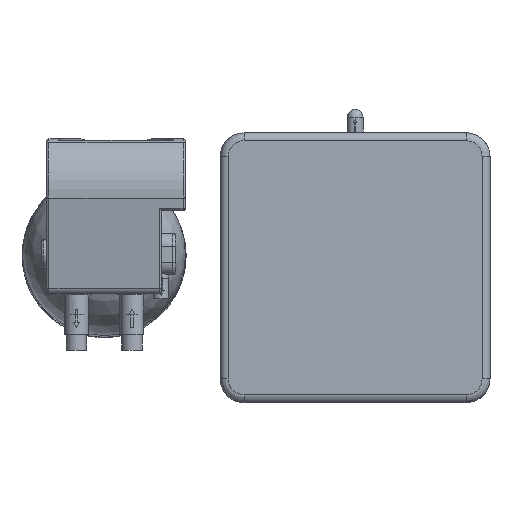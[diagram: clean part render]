
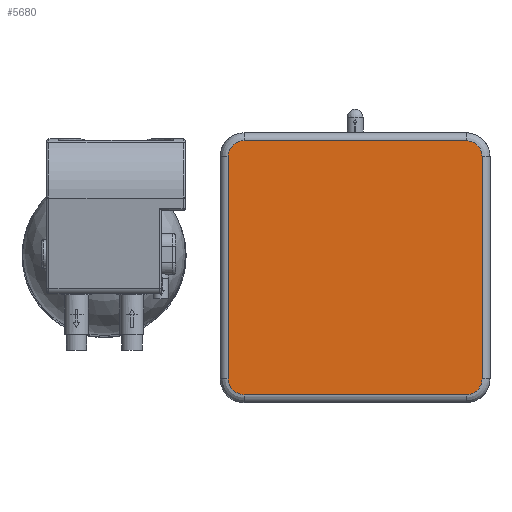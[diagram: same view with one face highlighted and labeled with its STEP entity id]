
A CAD part, top view. The second image highlights one B-rep face of the part: STEP entity #5680.
In plain terms, the highlighted planar face has unit normal (0, 0, 1).
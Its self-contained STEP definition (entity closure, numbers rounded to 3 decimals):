
#5680=ADVANCED_FACE('',(#10459),#10461,.T.);
#10459=FACE_BOUND('',#10460,.T.);
#10460=EDGE_LOOP('',(#14088,#14089,#14090,#14091,#14092,#14093,#14094,#14095));
#10461=PLANE('',#10462);
#10462=AXIS2_PLACEMENT_3D('',#10463,#10464,#10465);
#10463=CARTESIAN_POINT('',(0.,0.,70.));
#10464=DIRECTION('',(0.,0.,1.));
#10465=DIRECTION('',(1.,0.,0.));
#14088=ORIENTED_EDGE('',*,*,#15811,.T.);
#14089=ORIENTED_EDGE('',*,*,#15812,.T.);
#14090=ORIENTED_EDGE('',*,*,#15792,.T.);
#14091=ORIENTED_EDGE('',*,*,#15810,.T.);
#14092=ORIENTED_EDGE('',*,*,#15813,.T.);
#14093=ORIENTED_EDGE('',*,*,#15814,.T.);
#14094=ORIENTED_EDGE('',*,*,#15815,.T.);
#14095=ORIENTED_EDGE('',*,*,#15816,.T.);
#15792=EDGE_CURVE('',#18553,#18551,#18554,.T.);
#15810=EDGE_CURVE('',#18551,#18579,#18581,.T.);
#15811=EDGE_CURVE('',#18582,#18583,#18584,.T.);
#15812=EDGE_CURVE('',#18583,#18553,#18585,.T.);
#15813=EDGE_CURVE('',#18579,#18586,#18587,.T.);
#15814=EDGE_CURVE('',#18586,#18588,#18589,.T.);
#15815=EDGE_CURVE('',#18588,#18590,#18591,.T.);
#15816=EDGE_CURVE('',#18590,#18582,#18592,.T.);
#18551=VERTEX_POINT('',#32021);
#18553=VERTEX_POINT('',#32026);
#18554=LINE('',#32027,#32028);
#18579=VERTEX_POINT('',#32091);
#18581=B_SPLINE_CURVE_WITH_KNOTS('',3,
(#32096,#32097,#32098,#32099,#32100,#32101,#32102,#32103,#32104,#32105,#32106,#32107,
#32108,#32109,#32110,#32111,#32112),
.UNSPECIFIED.,.F.,.F.,
(4,1,1,1,1,1,1,1,1,1,1,1,1,1,4),
(0.,0.087,0.164,0.232,0.302,0.374,
0.445,0.516,0.588,0.659,0.73,
0.802,0.872,0.938,1.),
.UNSPECIFIED.);
#18582=VERTEX_POINT('',#32113);
#18583=VERTEX_POINT('',#32114);
#18584=LINE('',#32115,#32116);
#18585=B_SPLINE_CURVE_WITH_KNOTS('',3,
(#32118,#32119,#32120,#32121,#32122,#32123,#32124,#32125,#32126,#32127,#32128,#32129,
#32130,#32131,#32132,#32133,#32134),
.UNSPECIFIED.,.F.,.F.,
(4,1,1,1,1,1,1,1,1,1,1,1,1,1,4),
(0.,0.087,0.164,0.232,0.302,0.374,
0.445,0.516,0.588,0.659,0.73,
0.802,0.872,0.938,1.),
.UNSPECIFIED.);
#18586=VERTEX_POINT('',#32135);
#18587=LINE('',#32136,#32137);
#18588=VERTEX_POINT('',#32139);
#18589=B_SPLINE_CURVE_WITH_KNOTS('',3,
(#32140,#32141,#32142,#32143,#32144,#32145,#32146,#32147,#32148,#32149,#32150,#32151,
#32152,#32153,#32154,#32155,#32156),
.UNSPECIFIED.,.F.,.F.,
(4,1,1,1,1,1,1,1,1,1,1,1,1,1,4),
(0.,0.087,0.164,0.232,0.302,0.374,
0.445,0.516,0.588,0.659,0.73,
0.802,0.872,0.938,1.),
.UNSPECIFIED.);
#18590=VERTEX_POINT('',#32157);
#18591=LINE('',#32158,#32159);
#18592=B_SPLINE_CURVE_WITH_KNOTS('',3,
(#32161,#32162,#32163,#32164,#32165,#32166,#32167,#32168,#32169,#32170,#32171,#32172,
#32173,#32174,#32175,#32176,#32177),
.UNSPECIFIED.,.F.,.F.,
(4,1,1,1,1,1,1,1,1,1,1,1,1,1,4),
(0.,0.087,0.164,0.232,0.302,0.374,
0.445,0.516,0.588,0.659,0.73,
0.802,0.872,0.938,1.),
.UNSPECIFIED.);
#32021=CARTESIAN_POINT('',(-140.041,160.,70.));
#32026=CARTESIAN_POINT('',(140.041,160.,70.));
#32027=CARTESIAN_POINT('',(140.041,160.,70.));
#32028=VECTOR('',#32029,1.);
#32029=DIRECTION('',(-1.,0.,0.));
#32091=CARTESIAN_POINT('',(-160.,140.041,70.));
#32096=CARTESIAN_POINT('',(-140.041,160.,70.));
#32097=CARTESIAN_POINT('',(-140.957,160.,70.));
#32098=CARTESIAN_POINT('',(-142.67,159.882,70.));
#32099=CARTESIAN_POINT('',(-145.052,159.407,70.));
#32100=CARTESIAN_POINT('',(-147.189,158.722,70.));
#32101=CARTESIAN_POINT('',(-149.198,157.828,70.));
#32102=CARTESIAN_POINT('',(-151.122,156.7,70.));
#32103=CARTESIAN_POINT('',(-152.918,155.354,70.));
#32104=CARTESIAN_POINT('',(-154.547,153.821,70.));
#32105=CARTESIAN_POINT('',(-155.996,152.113,70.));
#32106=CARTESIAN_POINT('',(-157.244,150.255,70.));
#32107=CARTESIAN_POINT('',(-158.277,148.267,70.));
#32108=CARTESIAN_POINT('',(-159.076,146.189,70.));
#32109=CARTESIAN_POINT('',(-159.626,144.086,70.));
#32110=CARTESIAN_POINT('',(-159.935,142.033,70.));
#32111=CARTESIAN_POINT('',(-160.,140.691,70.));
#32112=CARTESIAN_POINT('',(-160.,140.041,70.));
#32113=CARTESIAN_POINT('',(160.,-140.041,70.));
#32114=CARTESIAN_POINT('',(160.,140.041,70.));
#32115=CARTESIAN_POINT('',(160.,-140.041,70.));
#32116=VECTOR('',#32117,1.);
#32117=DIRECTION('',(0.,1.,0.));
#32118=CARTESIAN_POINT('',(160.,140.041,70.));
#32119=CARTESIAN_POINT('',(160.,140.957,70.));
#32120=CARTESIAN_POINT('',(159.882,142.67,70.));
#32121=CARTESIAN_POINT('',(159.407,145.052,70.));
#32122=CARTESIAN_POINT('',(158.722,147.189,70.));
#32123=CARTESIAN_POINT('',(157.828,149.198,70.));
#32124=CARTESIAN_POINT('',(156.7,151.122,70.));
#32125=CARTESIAN_POINT('',(155.354,152.918,70.));
#32126=CARTESIAN_POINT('',(153.821,154.547,70.));
#32127=CARTESIAN_POINT('',(152.113,155.996,70.));
#32128=CARTESIAN_POINT('',(150.255,157.244,70.));
#32129=CARTESIAN_POINT('',(148.267,158.277,70.));
#32130=CARTESIAN_POINT('',(146.189,159.076,70.));
#32131=CARTESIAN_POINT('',(144.086,159.626,70.));
#32132=CARTESIAN_POINT('',(142.033,159.935,70.));
#32133=CARTESIAN_POINT('',(140.691,160.,70.));
#32134=CARTESIAN_POINT('',(140.041,160.,70.));
#32135=CARTESIAN_POINT('',(-160.,-140.041,70.));
#32136=CARTESIAN_POINT('',(-160.,140.041,70.));
#32137=VECTOR('',#32138,1.);
#32138=DIRECTION('',(0.,-1.,0.));
#32139=CARTESIAN_POINT('',(-140.041,-160.,70.));
#32140=CARTESIAN_POINT('',(-160.,-140.041,70.));
#32141=CARTESIAN_POINT('',(-160.,-140.957,70.));
#32142=CARTESIAN_POINT('',(-159.882,-142.67,70.));
#32143=CARTESIAN_POINT('',(-159.407,-145.052,70.));
#32144=CARTESIAN_POINT('',(-158.722,-147.189,70.));
#32145=CARTESIAN_POINT('',(-157.828,-149.198,70.));
#32146=CARTESIAN_POINT('',(-156.7,-151.122,70.));
#32147=CARTESIAN_POINT('',(-155.354,-152.918,70.));
#32148=CARTESIAN_POINT('',(-153.821,-154.547,70.));
#32149=CARTESIAN_POINT('',(-152.113,-155.996,70.));
#32150=CARTESIAN_POINT('',(-150.255,-157.244,70.));
#32151=CARTESIAN_POINT('',(-148.267,-158.277,70.));
#32152=CARTESIAN_POINT('',(-146.189,-159.076,70.));
#32153=CARTESIAN_POINT('',(-144.086,-159.626,70.));
#32154=CARTESIAN_POINT('',(-142.033,-159.935,70.));
#32155=CARTESIAN_POINT('',(-140.691,-160.,70.));
#32156=CARTESIAN_POINT('',(-140.041,-160.,70.));
#32157=CARTESIAN_POINT('',(140.041,-160.,70.));
#32158=CARTESIAN_POINT('',(-140.041,-160.,70.));
#32159=VECTOR('',#32160,1.);
#32160=DIRECTION('',(1.,0.,0.));
#32161=CARTESIAN_POINT('',(140.041,-160.,70.));
#32162=CARTESIAN_POINT('',(140.957,-160.,70.));
#32163=CARTESIAN_POINT('',(142.67,-159.882,70.));
#32164=CARTESIAN_POINT('',(145.052,-159.407,70.));
#32165=CARTESIAN_POINT('',(147.189,-158.722,70.));
#32166=CARTESIAN_POINT('',(149.198,-157.828,70.));
#32167=CARTESIAN_POINT('',(151.122,-156.7,70.));
#32168=CARTESIAN_POINT('',(152.918,-155.354,70.));
#32169=CARTESIAN_POINT('',(154.547,-153.821,70.));
#32170=CARTESIAN_POINT('',(155.996,-152.113,70.));
#32171=CARTESIAN_POINT('',(157.244,-150.255,70.));
#32172=CARTESIAN_POINT('',(158.277,-148.267,70.));
#32173=CARTESIAN_POINT('',(159.076,-146.189,70.));
#32174=CARTESIAN_POINT('',(159.626,-144.086,70.));
#32175=CARTESIAN_POINT('',(159.935,-142.033,70.));
#32176=CARTESIAN_POINT('',(160.,-140.691,70.));
#32177=CARTESIAN_POINT('',(160.,-140.041,70.));
